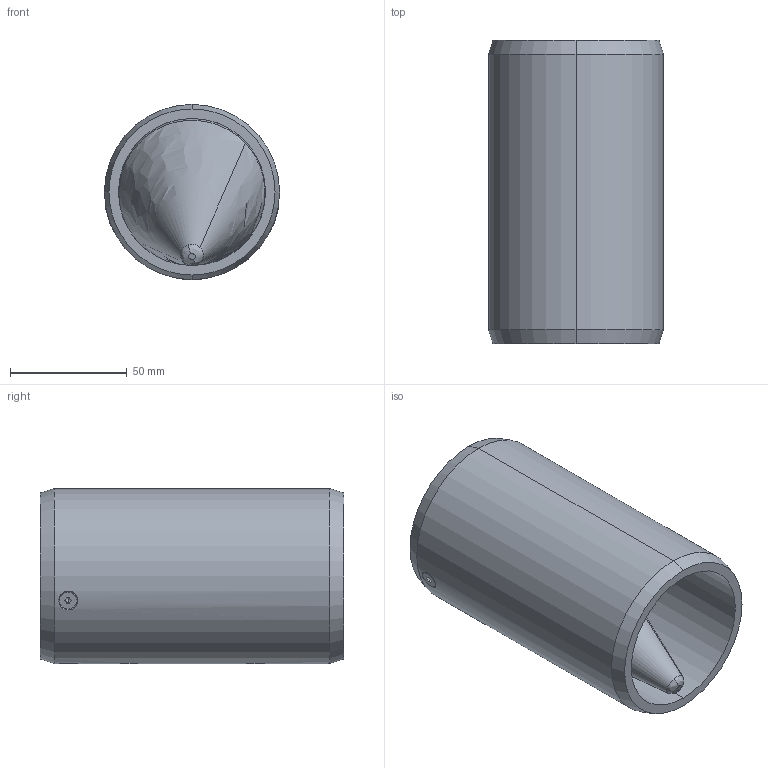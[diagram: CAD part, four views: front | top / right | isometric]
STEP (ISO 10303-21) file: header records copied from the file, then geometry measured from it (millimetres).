
FILE_DESCRIPTION (( 'STEP AP203' ), '1' );
FILE_NAME ('ws75pvc-s-us.step', '2021-01-11T09:35:54', ( 'Administrator' ), ( 'Circom' ), 'SwSTEP 2.0', 'SolidWorks 2019', '' );
FILE_SCHEMA (( 'CONFIG_CONTROL_DESIGN' ));
Length unit declared in the file: millimetre
Products named in the file (8): Membran_42675_EPDM; plain washer large_din_Washer DIN 9021 - 5.3; ws75pvc-s-us; R顤_41375-PVC; 10527_EN ISO 10642 - M4 x 14 - 14S; prevailing torque nut style 1 insert_din_DIN EN ISO 7040 - M4 - N; 10532_EN ISO 10642 - M4 x 18 - 18S; Collarplate_43175-316_EN1.4404
Assembly tree (15 placements, depth 2):
  ws75pvc-s-us
    R顤_41375-PVC
    Membran_42675_EPDM
    Collarplate_43175-316_EN1.4404
    plain washer large_din_Washer DIN 9021 - 5.3  x2
    prevailing torque nut style 1 insert_din_DIN EN ISO 7040 - M4 - N  x5
    10527_EN ISO 10642 - M4 x 14 - 14S  x3
    10532_EN ISO 10642 - M4 x 18 - 18S  x2
Bounding box: 75 x 130 x 75 mm (x, y, z)
Volume: 196872 mm3; surface area: 96155.4 mm2
Topology: 15 solids, 15 shells, 1022 faces, 2560 edges, 1577 vertices
Faces by surface type: cone 458, cylinder 287, plane 153, bspline 104, torus 20
Entity records: 30691 total; most frequent: CARTESIAN_POINT 18056, ORIENTED_EDGE 2560, DIRECTION 2256, EDGE_CURVE 1280, AXIS2_PLACEMENT_3D 932, VERTEX_POINT 806, EDGE_LOOP 534, CIRCLE 518
